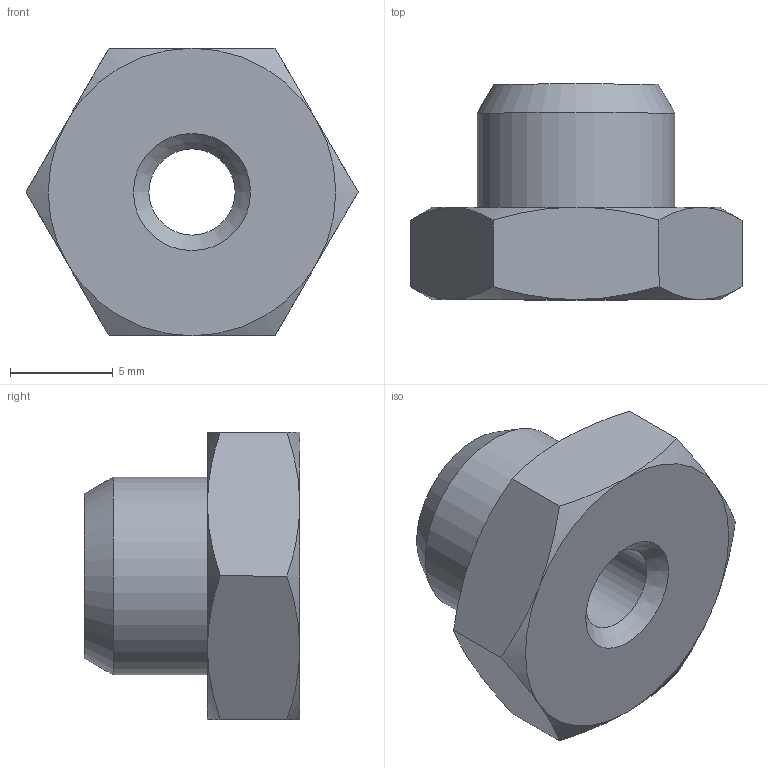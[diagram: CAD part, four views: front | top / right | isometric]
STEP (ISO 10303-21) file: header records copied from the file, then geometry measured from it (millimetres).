
FILE_DESCRIPTION(( 'RA.14.18.M5.STEP' ), '1');
FILE_NAME( 'RA.14.18.M5.STEP', '2018-10-08T11:06:23',( 'Sopra'),('sopra-pneumatic.com'), 'SwSTEP 2.0','SolidWorks 2009','' );
FILE_SCHEMA (( 'AUTOMOTIVE_DESIGN' ));
Length unit declared in the file: millimetre
Products named in the file (1): 0209000010W00A
Bounding box: 16.17 x 10.5 x 14 mm (x, y, z)
Volume: 1024.7 mm3; surface area: 803.9 mm2
Topology: 1 solids, 1 shells, 26 faces, 56 edges, 33 vertices
Faces by surface type: cone 15, plane 9, cylinder 2
Full cylindrical faces by diameter (mm): 4.2 x1, 9.63 x1
Entity records: 762 total; most frequent: CARTESIAN_POINT 227, DIRECTION 98, ORIENTED_EDGE 98, EDGE_CURVE 49, AXIS2_PLACEMENT_3D 46, EDGE_LOOP 34, VERTEX_POINT 31, FACE_OUTER_BOUND 28
